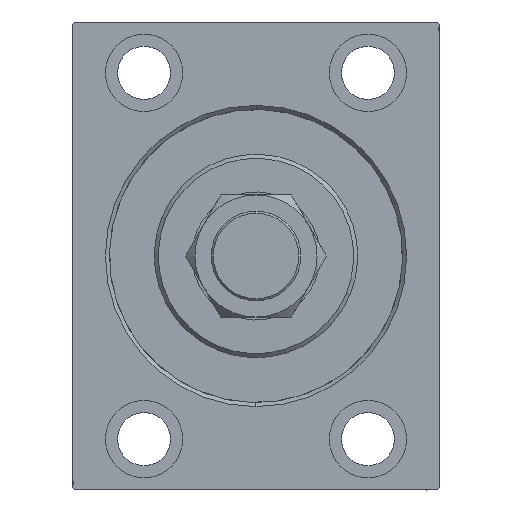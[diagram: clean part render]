
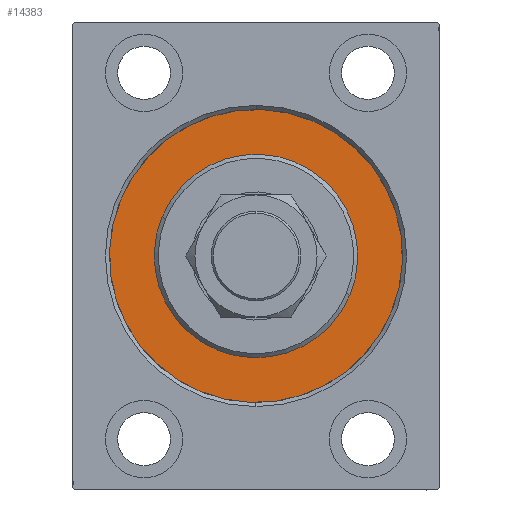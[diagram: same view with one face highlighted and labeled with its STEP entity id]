
A CAD part, left-side view. The second image highlights one B-rep face of the part: STEP entity #14383.
In plain terms, the highlighted face is planar.
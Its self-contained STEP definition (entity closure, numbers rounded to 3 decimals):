
#1548 = DIRECTION ( 'NONE',  ( -1., 0., 0. ) ) ;
#1688 = CIRCLE ( 'NONE', #27456, 36. ) ;
#3126 = CARTESIAN_POINT ( 'NONE',  ( 0., 0., 25. ) ) ;
#4609 = CARTESIAN_POINT ( 'NONE',  ( 0., 0., 0. ) ) ;
#7635 = CARTESIAN_POINT ( 'NONE',  ( 0., 0., 0. ) ) ;
#7763 = DIRECTION ( 'NONE',  ( 1., 0., 0. ) ) ;
#8048 = FACE_OUTER_BOUND ( 'NONE', #35822, .T. ) ;
#8664 = CARTESIAN_POINT ( 'NONE',  ( 0., 0., 0. ) ) ;
#9211 = ORIENTED_EDGE ( 'NONE', *, *, #29956, .F. ) ;
#10248 = AXIS2_PLACEMENT_3D ( 'NONE', #4609, #11739, #39886 ) ;
#11669 = DIRECTION ( 'NONE',  ( 0., 0., -1. ) ) ;
#11739 = DIRECTION ( 'NONE',  ( -1., 0., 0. ) ) ;
#12423 = CARTESIAN_POINT ( 'NONE',  ( 0., 0., 0. ) ) ;
#13572 = CIRCLE ( 'NONE', #26089, 25. ) ;
#13883 = DIRECTION ( 'NONE',  ( 1., 0., 0. ) ) ;
#14383 = ADVANCED_FACE ( 'NONE', ( #39660, #8048 ), #22125, .F. ) ;
#15425 = DIRECTION ( 'NONE',  ( 0., 0., 1. ) ) ;
#15823 = CARTESIAN_POINT ( 'NONE',  ( 0., 0., 0. ) ) ;
#17280 = VERTEX_POINT ( 'NONE', #29601 ) ;
#17927 = AXIS2_PLACEMENT_3D ( 'NONE', #7635, #13883, #20803 ) ;
#20803 = DIRECTION ( 'NONE',  ( 0., 0., -1. ) ) ;
#22125 = PLANE ( 'NONE',  #10248 ) ;
#23331 = ORIENTED_EDGE ( 'NONE', *, *, #41418, .F. ) ;
#25967 = CARTESIAN_POINT ( 'NONE',  ( 0., 0., -25. ) ) ;
#26030 = CIRCLE ( 'NONE', #17927, 25. ) ;
#26089 = AXIS2_PLACEMENT_3D ( 'NONE', #8664, #7763, #11669 ) ;
#27456 = AXIS2_PLACEMENT_3D ( 'NONE', #12423, #33884, #15425 ) ;
#27704 = VERTEX_POINT ( 'NONE', #25967 ) ;
#29058 = AXIS2_PLACEMENT_3D ( 'NONE', #15823, #1548, #41365 ) ;
#29601 = CARTESIAN_POINT ( 'NONE',  ( 0., 0., 36. ) ) ;
#29956 = EDGE_CURVE ( 'NONE', #33327, #17280, #1688, .T. ) ;
#33327 = VERTEX_POINT ( 'NONE', #44653 ) ;
#33884 = DIRECTION ( 'NONE',  ( -1., 0., 0. ) ) ;
#33942 = VERTEX_POINT ( 'NONE', #3126 ) ;
#34413 = ORIENTED_EDGE ( 'NONE', *, *, #39797, .F. ) ;
#35822 = EDGE_LOOP ( 'NONE', ( #9211, #39508 ) ) ;
#39508 = ORIENTED_EDGE ( 'NONE', *, *, #43050, .F. ) ;
#39660 = FACE_BOUND ( 'NONE', #40230, .T. ) ;
#39797 = EDGE_CURVE ( 'NONE', #27704, #33942, #26030, .T. ) ;
#39886 = DIRECTION ( 'NONE',  ( 0., 0., 1. ) ) ;
#40230 = EDGE_LOOP ( 'NONE', ( #23331, #34413 ) ) ;
#40862 = CIRCLE ( 'NONE', #29058, 36. ) ;
#41365 = DIRECTION ( 'NONE',  ( 0., 0., 1. ) ) ;
#41418 = EDGE_CURVE ( 'NONE', #33942, #27704, #13572, .T. ) ;
#43050 = EDGE_CURVE ( 'NONE', #17280, #33327, #40862, .T. ) ;
#44653 = CARTESIAN_POINT ( 'NONE',  ( 0., 0., -36. ) ) ;
